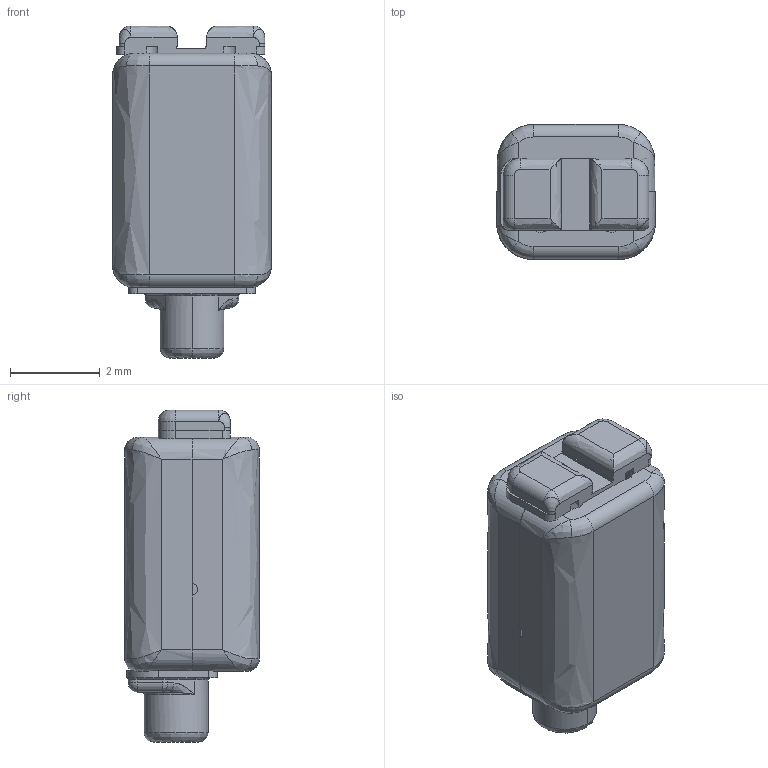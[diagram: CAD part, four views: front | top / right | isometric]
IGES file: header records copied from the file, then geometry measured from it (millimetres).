
Start section:  PTC IGES file: hc-23766-000.igs
Global section: file name: hc-23766-000.igs; native system: Pro/ENGINEER by Parametric Technology Corporation; preprocessor: 2009300; author: kaliu; organization: Unknown; date: 20110909.090926; units: inch
Bounding box: 3.53 x 3 x 7.38 mm (x, y, z)
Surface area: 198.5 mm2 (no closed solid volume)
Topology: 0 solids, 0 shells, 296 faces, 1478 edges, 1478 vertices
Faces by surface type: revolution 163, bspline 133
